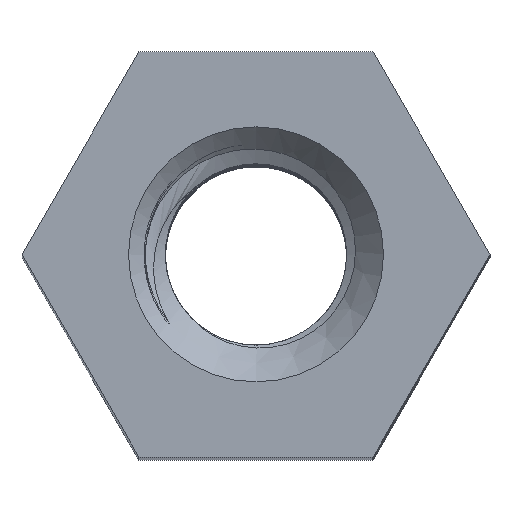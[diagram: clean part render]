
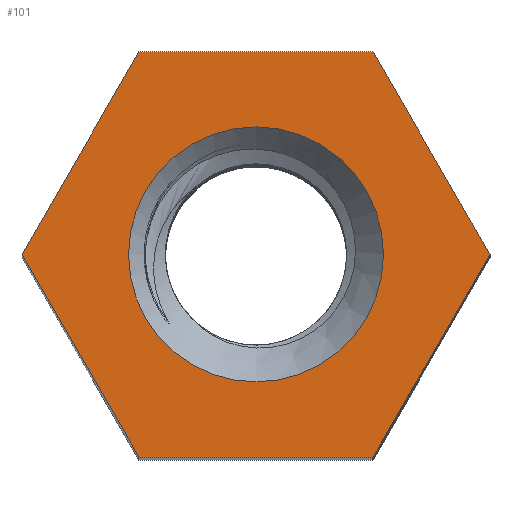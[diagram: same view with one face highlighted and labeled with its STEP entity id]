
A CAD part, top view. The second image highlights one B-rep face of the part: STEP entity #101.
In plain terms, the highlighted planar face has unit normal (0, 0, 1).
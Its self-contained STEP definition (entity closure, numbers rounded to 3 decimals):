
#101=ADVANCED_FACE('',(#27195,#27197),#27199,.T.);
#27195=FACE_BOUND('',#27196,.T.);
#27196=EDGE_LOOP('',(#28803,#28804,#28805,#28806,#28807,#28808));
#27197=FACE_BOUND('',#27198,.T.);
#27198=EDGE_LOOP('',(#28809));
#27199=PLANE('',#27200);
#27200=AXIS2_PLACEMENT_3D('',#27201,#27202,#27203);
#27201=CARTESIAN_POINT('',(0.,0.,25.));
#27202=DIRECTION('',(0.,0.,1.));
#27203=DIRECTION('',(-1.,0.,0.));
#28803=ORIENTED_EDGE('',*,*,#29239,.T.);
#28804=ORIENTED_EDGE('',*,*,#29240,.T.);
#28805=ORIENTED_EDGE('',*,*,#29241,.T.);
#28806=ORIENTED_EDGE('',*,*,#29242,.T.);
#28807=ORIENTED_EDGE('',*,*,#29243,.T.);
#28808=ORIENTED_EDGE('',*,*,#29244,.T.);
#28809=ORIENTED_EDGE('',*,*,#29097,.T.);
#29097=EDGE_CURVE('',#29320,#29320,#29321,.F.);
#29239=EDGE_CURVE('',#29600,#29601,#29602,.T.);
#29240=EDGE_CURVE('',#29601,#29603,#29604,.T.);
#29241=EDGE_CURVE('',#29603,#29605,#29606,.T.);
#29242=EDGE_CURVE('',#29605,#29607,#29608,.T.);
#29243=EDGE_CURVE('',#29607,#29609,#29610,.T.);
#29244=EDGE_CURVE('',#29609,#29600,#29611,.T.);
#29320=VERTEX_POINT('',#29693);
#29321=CIRCLE('',#29694,1.73);
#29600=VERTEX_POINT('',#37009);
#29601=VERTEX_POINT('',#37010);
#29602=LINE('',#37011,#37012);
#29603=VERTEX_POINT('',#37014);
#29604=LINE('',#37015,#37016);
#29605=VERTEX_POINT('',#37018);
#29606=LINE('',#37019,#37020);
#29607=VERTEX_POINT('',#37022);
#29608=LINE('',#37023,#37024);
#29609=VERTEX_POINT('',#37026);
#29610=LINE('',#37027,#37028);
#29611=LINE('',#37030,#37031);
#29693=CARTESIAN_POINT('',(0.,1.73,25.));
#29694=AXIS2_PLACEMENT_3D('',#29695,#29696,#29697);
#29695=CARTESIAN_POINT('',(0.,0.,25.));
#29696=DIRECTION('',(0.,0.,1.));
#29697=DIRECTION('',(0.,1.,-0.));
#37009=CARTESIAN_POINT('',(3.175,0.,25.));
#37010=CARTESIAN_POINT('',(1.588,2.75,25.));
#37011=CARTESIAN_POINT('',(3.175,0.,25.));
#37012=VECTOR('',#37013,1.);
#37013=DIRECTION('',(-0.5,0.866,0.));
#37014=CARTESIAN_POINT('',(-1.588,2.75,25.));
#37015=CARTESIAN_POINT('',(1.588,2.75,25.));
#37016=VECTOR('',#37017,1.);
#37017=DIRECTION('',(-1.,0.,0.));
#37018=CARTESIAN_POINT('',(-3.175,0.,25.));
#37019=CARTESIAN_POINT('',(-1.588,2.75,25.));
#37020=VECTOR('',#37021,1.);
#37021=DIRECTION('',(-0.5,-0.866,0.));
#37022=CARTESIAN_POINT('',(-1.588,-2.75,25.));
#37023=CARTESIAN_POINT('',(-3.175,0.,25.));
#37024=VECTOR('',#37025,1.);
#37025=DIRECTION('',(0.5,-0.866,0.));
#37026=CARTESIAN_POINT('',(1.588,-2.75,25.));
#37027=CARTESIAN_POINT('',(-1.588,-2.75,25.));
#37028=VECTOR('',#37029,1.);
#37029=DIRECTION('',(1.,0.,0.));
#37030=CARTESIAN_POINT('',(1.588,-2.75,25.));
#37031=VECTOR('',#37032,1.);
#37032=DIRECTION('',(0.5,0.866,0.));
